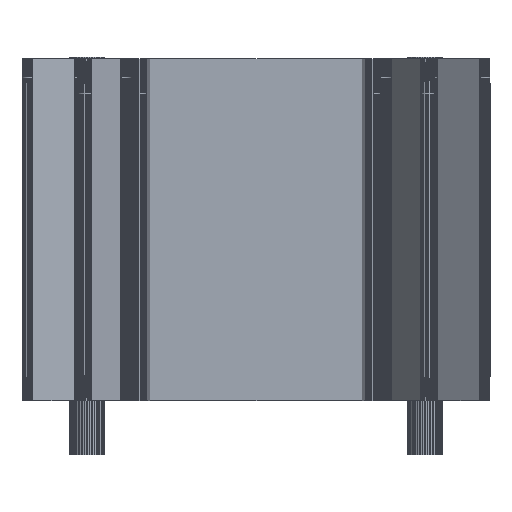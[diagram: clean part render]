
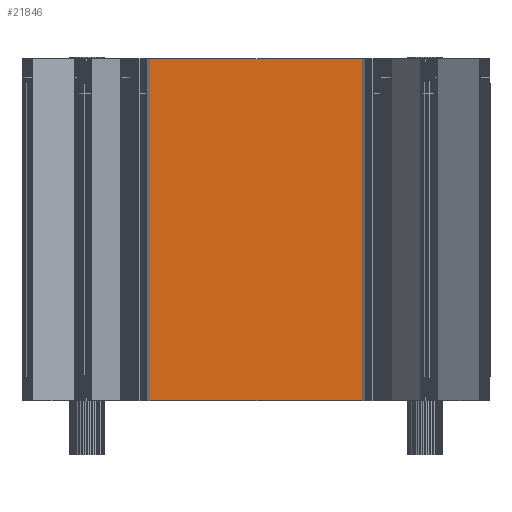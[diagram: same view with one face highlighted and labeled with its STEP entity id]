
A CAD part, front view. The second image highlights one B-rep face of the part: STEP entity #21846.
In plain terms, the highlighted planar face has unit normal (0, -1, 0).
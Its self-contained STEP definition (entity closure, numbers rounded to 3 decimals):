
#101 = VERTEX_POINT('',#102);
#102 = CARTESIAN_POINT('',(10.412,3.203,0.));
#108 = EDGE_CURVE('',#109,#101,#111,.T.);
#109 = VERTEX_POINT('',#110);
#110 = CARTESIAN_POINT('',(-5.359,3.203,0.));
#111 = LINE('',#112,#113);
#112 = CARTESIAN_POINT('',(-5.359,3.203,0.));
#113 = VECTOR('',#114,1.);
#114 = DIRECTION('',(1.,0.,0.));
#21768 = EDGE_CURVE('',#101,#21769,#21771,.T.);
#21769 = VERTEX_POINT('',#21770);
#21770 = CARTESIAN_POINT('',(10.412,3.203,
    25.4));
#21771 = LINE('',#21772,#21773);
#21772 = CARTESIAN_POINT('',(10.412,3.203,0.));
#21773 = VECTOR('',#21774,1.);
#21774 = DIRECTION('',(0.,0.,1.));
#21846 = ADVANCED_FACE('',(#21847),#21865,.T.);
#21847 = FACE_BOUND('',#21848,.T.);
#21848 = EDGE_LOOP('',(#21849,#21857,#21863,#21864));
#21849 = ORIENTED_EDGE('',*,*,#21850,.T.);
#21850 = EDGE_CURVE('',#21769,#21851,#21853,.T.);
#21851 = VERTEX_POINT('',#21852);
#21852 = CARTESIAN_POINT('',(-5.359,3.203,
    25.4));
#21853 = LINE('',#21854,#21855);
#21854 = CARTESIAN_POINT('',(10.412,3.203,
    25.4));
#21855 = VECTOR('',#21856,1.);
#21856 = DIRECTION('',(-1.,0.,0.));
#21857 = ORIENTED_EDGE('',*,*,#21858,.T.);
#21858 = EDGE_CURVE('',#21851,#109,#21859,.T.);
#21859 = LINE('',#21860,#21861);
#21860 = CARTESIAN_POINT('',(-5.359,3.203,
    25.4));
#21861 = VECTOR('',#21862,1.);
#21862 = DIRECTION('',(0.,0.,-1.));
#21863 = ORIENTED_EDGE('',*,*,#108,.T.);
#21864 = ORIENTED_EDGE('',*,*,#21768,.T.);
#21865 = PLANE('',#21866);
#21866 = AXIS2_PLACEMENT_3D('',#21867,#21868,#21869);
#21867 = CARTESIAN_POINT('',(2.526,3.203,
    12.7));
#21868 = DIRECTION('',(-0.,-1.,-0.));
#21869 = DIRECTION('',(0.,0.,-1.));
